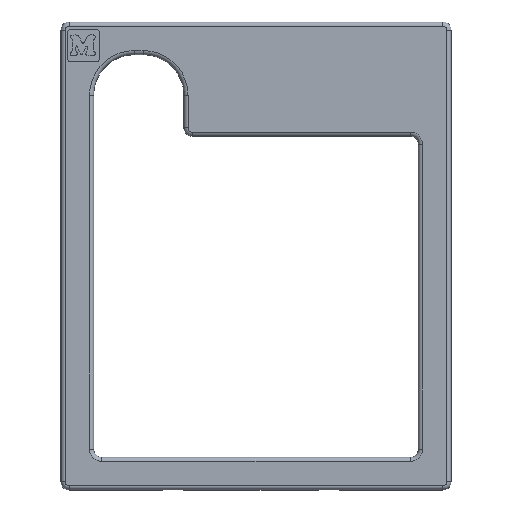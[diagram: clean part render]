
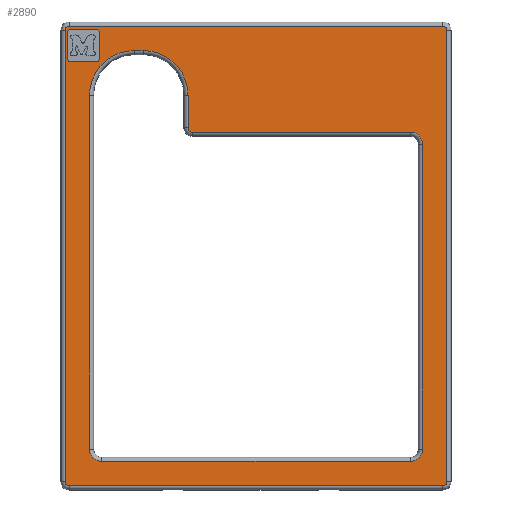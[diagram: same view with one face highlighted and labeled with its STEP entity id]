
A CAD part, top view. The second image highlights one B-rep face of the part: STEP entity #2890.
In plain terms, the highlighted planar face has unit normal (0, 0, 1).
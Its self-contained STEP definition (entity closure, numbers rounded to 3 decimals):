
#27=FACE_BOUND('',#437,.T.);
#28=FACE_BOUND('',#438,.T.);
#32=CIRCLE('',#2973,1.);
#34=CIRCLE('',#2977,1.);
#36=CIRCLE('',#2981,1.);
#38=CIRCLE('',#2985,1.);
#44=CIRCLE('',#3001,1.);
#49=CIRCLE('',#3009,1.);
#50=CIRCLE('',#3010,1.);
#51=CIRCLE('',#3011,1.);
#52=CIRCLE('',#3012,3.);
#53=CIRCLE('',#3013,11.);
#54=CIRCLE('',#3014,11.);
#55=CIRCLE('',#3015,1.);
#56=CIRCLE('',#3016,3.);
#57=CIRCLE('',#3017,3.);
#145=PLANE('',#3008);
#274=FACE_OUTER_BOUND('',#436,.T.);
#436=EDGE_LOOP('',(#2351,#2352,#2353,#2354,#2355,#2356,#2357,#2358));
#437=EDGE_LOOP('',(#2359,#2360,#2361,#2362,#2363,#2364,#2365,#2366));
#438=EDGE_LOOP('',(#2367,#2368,#2369,#2370,#2371,#2372,#2373,#2374,#2375,
#2376,#2377,#2378));
#587=LINE('',#5113,#840);
#592=LINE('',#5127,#845);
#596=LINE('',#5139,#849);
#600=LINE('',#5151,#853);
#636=LINE('',#5253,#889);
#638=LINE('',#5259,#891);
#639=LINE('',#5263,#892);
#640=LINE('',#5267,#893);
#641=LINE('',#5271,#894);
#642=LINE('',#5275,#895);
#643=LINE('',#5279,#896);
#644=LINE('',#5283,#897);
#645=LINE('',#5287,#898);
#646=LINE('',#5291,#899);
#840=VECTOR('',#3213,10.);
#845=VECTOR('',#3226,10.);
#849=VECTOR('',#3238,10.);
#853=VECTOR('',#3250,10.);
#889=VECTOR('',#3332,10.);
#891=VECTOR('',#3338,10.);
#892=VECTOR('',#3341,10.);
#893=VECTOR('',#3344,10.);
#894=VECTOR('',#3347,10.);
#895=VECTOR('',#3350,10.);
#896=VECTOR('',#3353,10.);
#897=VECTOR('',#3356,10.);
#898=VECTOR('',#3359,10.);
#899=VECTOR('',#3362,10.);
#1269=VERTEX_POINT('',#5111);
#1270=VERTEX_POINT('',#5112);
#1273=VERTEX_POINT('',#5120);
#1275=VERTEX_POINT('',#5126);
#1277=VERTEX_POINT('',#5132);
#1279=VERTEX_POINT('',#5138);
#1281=VERTEX_POINT('',#5144);
#1283=VERTEX_POINT('',#5150);
#1312=VERTEX_POINT('',#5238);
#1313=VERTEX_POINT('',#5240);
#1317=VERTEX_POINT('',#5252);
#1319=VERTEX_POINT('',#5258);
#1320=VERTEX_POINT('',#5260);
#1321=VERTEX_POINT('',#5262);
#1322=VERTEX_POINT('',#5264);
#1323=VERTEX_POINT('',#5266);
#1324=VERTEX_POINT('',#5269);
#1325=VERTEX_POINT('',#5270);
#1326=VERTEX_POINT('',#5272);
#1327=VERTEX_POINT('',#5274);
#1328=VERTEX_POINT('',#5276);
#1329=VERTEX_POINT('',#5278);
#1330=VERTEX_POINT('',#5280);
#1331=VERTEX_POINT('',#5282);
#1332=VERTEX_POINT('',#5284);
#1333=VERTEX_POINT('',#5286);
#1334=VERTEX_POINT('',#5288);
#1335=VERTEX_POINT('',#5290);
#1619=EDGE_CURVE('',#1269,#1270,#587,.T.);
#1623=EDGE_CURVE('',#1273,#1269,#32,.T.);
#1626=EDGE_CURVE('',#1275,#1273,#592,.T.);
#1629=EDGE_CURVE('',#1277,#1275,#34,.T.);
#1632=EDGE_CURVE('',#1279,#1277,#596,.T.);
#1635=EDGE_CURVE('',#1281,#1279,#36,.T.);
#1638=EDGE_CURVE('',#1283,#1281,#600,.T.);
#1641=EDGE_CURVE('',#1270,#1283,#38,.T.);
#1678=EDGE_CURVE('',#1312,#1313,#44,.T.);
#1684=EDGE_CURVE('',#1313,#1317,#636,.T.);
#1687=EDGE_CURVE('',#1319,#1312,#638,.T.);
#1688=EDGE_CURVE('',#1320,#1319,#49,.T.);
#1689=EDGE_CURVE('',#1321,#1320,#639,.T.);
#1690=EDGE_CURVE('',#1322,#1321,#50,.T.);
#1691=EDGE_CURVE('',#1323,#1322,#640,.T.);
#1692=EDGE_CURVE('',#1317,#1323,#51,.T.);
#1693=EDGE_CURVE('',#1324,#1325,#641,.T.);
#1694=EDGE_CURVE('',#1326,#1324,#52,.T.);
#1695=EDGE_CURVE('',#1327,#1326,#642,.T.);
#1696=EDGE_CURVE('',#1328,#1327,#53,.T.);
#1697=EDGE_CURVE('',#1329,#1328,#643,.T.);
#1698=EDGE_CURVE('',#1330,#1329,#54,.T.);
#1699=EDGE_CURVE('',#1331,#1330,#644,.T.);
#1700=EDGE_CURVE('',#1332,#1331,#55,.T.);
#1701=EDGE_CURVE('',#1333,#1332,#645,.T.);
#1702=EDGE_CURVE('',#1334,#1333,#56,.T.);
#1703=EDGE_CURVE('',#1335,#1334,#646,.T.);
#1704=EDGE_CURVE('',#1325,#1335,#57,.T.);
#2351=ORIENTED_EDGE('',*,*,#1678,.F.);
#2352=ORIENTED_EDGE('',*,*,#1687,.F.);
#2353=ORIENTED_EDGE('',*,*,#1688,.F.);
#2354=ORIENTED_EDGE('',*,*,#1689,.F.);
#2355=ORIENTED_EDGE('',*,*,#1690,.F.);
#2356=ORIENTED_EDGE('',*,*,#1691,.F.);
#2357=ORIENTED_EDGE('',*,*,#1692,.F.);
#2358=ORIENTED_EDGE('',*,*,#1684,.F.);
#2359=ORIENTED_EDGE('',*,*,#1619,.T.);
#2360=ORIENTED_EDGE('',*,*,#1641,.T.);
#2361=ORIENTED_EDGE('',*,*,#1638,.T.);
#2362=ORIENTED_EDGE('',*,*,#1635,.T.);
#2363=ORIENTED_EDGE('',*,*,#1632,.T.);
#2364=ORIENTED_EDGE('',*,*,#1629,.T.);
#2365=ORIENTED_EDGE('',*,*,#1626,.T.);
#2366=ORIENTED_EDGE('',*,*,#1623,.T.);
#2367=ORIENTED_EDGE('',*,*,#1693,.F.);
#2368=ORIENTED_EDGE('',*,*,#1694,.F.);
#2369=ORIENTED_EDGE('',*,*,#1695,.F.);
#2370=ORIENTED_EDGE('',*,*,#1696,.F.);
#2371=ORIENTED_EDGE('',*,*,#1697,.F.);
#2372=ORIENTED_EDGE('',*,*,#1698,.F.);
#2373=ORIENTED_EDGE('',*,*,#1699,.F.);
#2374=ORIENTED_EDGE('',*,*,#1700,.F.);
#2375=ORIENTED_EDGE('',*,*,#1701,.F.);
#2376=ORIENTED_EDGE('',*,*,#1702,.F.);
#2377=ORIENTED_EDGE('',*,*,#1703,.F.);
#2378=ORIENTED_EDGE('',*,*,#1704,.F.);
#2890=ADVANCED_FACE('',(#274,#27,#28),#145,.T.);
#2973=AXIS2_PLACEMENT_3D('',#5121,#3219,#3220);
#2977=AXIS2_PLACEMENT_3D('',#5133,#3231,#3232);
#2981=AXIS2_PLACEMENT_3D('',#5145,#3243,#3244);
#2985=AXIS2_PLACEMENT_3D('',#5156,#3255,#3256);
#3001=AXIS2_PLACEMENT_3D('',#5241,#3318,#3319);
#3008=AXIS2_PLACEMENT_3D('',#5257,#3336,#3337);
#3009=AXIS2_PLACEMENT_3D('',#5261,#3339,#3340);
#3010=AXIS2_PLACEMENT_3D('',#5265,#3342,#3343);
#3011=AXIS2_PLACEMENT_3D('',#5268,#3345,#3346);
#3012=AXIS2_PLACEMENT_3D('',#5273,#3348,#3349);
#3013=AXIS2_PLACEMENT_3D('',#5277,#3351,#3352);
#3014=AXIS2_PLACEMENT_3D('',#5281,#3354,#3355);
#3015=AXIS2_PLACEMENT_3D('',#5285,#3357,#3358);
#3016=AXIS2_PLACEMENT_3D('',#5289,#3360,#3361);
#3017=AXIS2_PLACEMENT_3D('',#5292,#3363,#3364);
#3213=DIRECTION('',(0.,1.,0.));
#3219=DIRECTION('center_axis',(0.,0.,-1.));
#3220=DIRECTION('ref_axis',(-1.,0.,0.));
#3226=DIRECTION('',(-1.,0.,0.));
#3231=DIRECTION('center_axis',(0.,0.,-1.));
#3232=DIRECTION('ref_axis',(0.,-1.,0.));
#3238=DIRECTION('',(0.,-1.,0.));
#3243=DIRECTION('center_axis',(0.,0.,-1.));
#3244=DIRECTION('ref_axis',(1.,0.,0.));
#3250=DIRECTION('',(1.,0.,0.));
#3255=DIRECTION('center_axis',(0.,0.,-1.));
#3256=DIRECTION('ref_axis',(0.,1.,0.));
#3318=DIRECTION('center_axis',(0.,0.,-1.));
#3319=DIRECTION('ref_axis',(-0.707,0.707,0.));
#3332=DIRECTION('',(1.,0.,0.));
#3336=DIRECTION('center_axis',(0.,0.,1.));
#3337=DIRECTION('ref_axis',(1.,0.,0.));
#3338=DIRECTION('',(0.,1.,0.));
#3339=DIRECTION('center_axis',(0.,0.,-1.));
#3340=DIRECTION('ref_axis',(-0.707,-0.707,0.));
#3341=DIRECTION('',(-1.,0.,0.));
#3342=DIRECTION('center_axis',(0.,0.,-1.));
#3343=DIRECTION('ref_axis',(0.707,-0.707,0.));
#3344=DIRECTION('',(0.,-1.,0.));
#3345=DIRECTION('center_axis',(0.,0.,-1.));
#3346=DIRECTION('ref_axis',(0.707,0.707,0.));
#3347=DIRECTION('',(1.,0.,0.));
#3348=DIRECTION('center_axis',(0.,0.,1.));
#3349=DIRECTION('ref_axis',(-0.707,-0.707,0.));
#3350=DIRECTION('',(0.,-1.,0.));
#3351=DIRECTION('center_axis',(0.,0.,1.));
#3352=DIRECTION('ref_axis',(-0.707,0.707,0.));
#3353=DIRECTION('',(-1.,0.,0.));
#3354=DIRECTION('center_axis',(0.,0.,1.));
#3355=DIRECTION('ref_axis',(0.707,0.707,0.));
#3356=DIRECTION('',(0.,1.,0.));
#3357=DIRECTION('center_axis',(0.,0.,-1.));
#3358=DIRECTION('ref_axis',(-0.707,-0.707,0.));
#3359=DIRECTION('',(-1.,0.,0.));
#3360=DIRECTION('center_axis',(0.,0.,1.));
#3361=DIRECTION('ref_axis',(0.707,0.707,0.));
#3362=DIRECTION('',(0.,1.,0.));
#3363=DIRECTION('center_axis',(0.,0.,1.));
#3364=DIRECTION('ref_axis',(0.707,-0.707,0.));
#5111=CARTESIAN_POINT('',(-6.975,-0.305,7.5));
#5112=CARTESIAN_POINT('',(-6.975,5.695,7.5));
#5113=CARTESIAN_POINT('',(-6.975,-24.596,7.5));
#5120=CARTESIAN_POINT('',(-5.975,-1.305,7.5));
#5121=CARTESIAN_POINT('Origin',(-5.975,-0.305,7.5));
#5126=CARTESIAN_POINT('',(0.025,-1.305,7.5));
#5127=CARTESIAN_POINT('',(19.681,-1.305,7.5));
#5132=CARTESIAN_POINT('',(1.025,-0.305,7.5));
#5133=CARTESIAN_POINT('Origin',(0.025,-0.305,7.5));
#5138=CARTESIAN_POINT('',(1.025,5.695,7.5));
#5139=CARTESIAN_POINT('',(1.025,-21.596,7.5));
#5144=CARTESIAN_POINT('',(0.025,6.695,7.5));
#5145=CARTESIAN_POINT('Origin',(0.025,5.695,7.5));
#5150=CARTESIAN_POINT('',(-5.975,6.695,7.5));
#5151=CARTESIAN_POINT('',(16.681,6.695,7.5));
#5156=CARTESIAN_POINT('Origin',(-5.975,5.695,7.5));
#5238=CARTESIAN_POINT('',(-7.5,6.5,7.5));
#5240=CARTESIAN_POINT('',(-6.5,7.5,7.5));
#5241=CARTESIAN_POINT('Origin',(-6.5,6.5,7.5));
#5252=CARTESIAN_POINT('',(85.175,7.5,7.5));
#5253=CARTESIAN_POINT('',(63.256,7.5,7.5));
#5257=CARTESIAN_POINT('Origin',(39.338,-48.888,7.5));
#5258=CARTESIAN_POINT('',(-7.5,-104.275,7.5));
#5259=CARTESIAN_POINT('',(-7.5,-20.194,7.5));
#5260=CARTESIAN_POINT('',(-6.5,-105.275,7.5));
#5261=CARTESIAN_POINT('Origin',(-6.5,-104.275,7.5));
#5262=CARTESIAN_POINT('',(85.175,-105.275,7.5));
#5263=CARTESIAN_POINT('',(15.419,-105.275,7.5));
#5264=CARTESIAN_POINT('',(86.175,-104.275,7.5));
#5265=CARTESIAN_POINT('Origin',(85.175,-104.275,7.5));
#5266=CARTESIAN_POINT('',(86.175,6.5,7.5));
#5267=CARTESIAN_POINT('',(86.175,-77.581,7.5));
#5268=CARTESIAN_POINT('Origin',(85.175,6.5,7.5));
#5269=CARTESIAN_POINT('',(1.5,-99.275,7.5));
#5270=CARTESIAN_POINT('',(77.175,-99.275,7.5));
#5271=CARTESIAN_POINT('',(59.256,-99.275,7.5));
#5272=CARTESIAN_POINT('',(-1.5,-96.275,7.5));
#5273=CARTESIAN_POINT('Origin',(1.5,-96.275,7.5));
#5274=CARTESIAN_POINT('',(-1.5,-9.5,7.5));
#5275=CARTESIAN_POINT('',(-1.5,-73.581,7.5));
#5276=CARTESIAN_POINT('',(9.5,1.5,7.5));
#5277=CARTESIAN_POINT('Origin',(9.5,-9.5,7.5));
#5278=CARTESIAN_POINT('',(11.666,1.5,7.5));
#5279=CARTESIAN_POINT('',(19.419,1.5,7.5));
#5280=CARTESIAN_POINT('',(22.666,-9.5,7.5));
#5281=CARTESIAN_POINT('Origin',(11.666,-9.5,7.5));
#5282=CARTESIAN_POINT('',(22.666,-17.5,7.5));
#5283=CARTESIAN_POINT('',(22.666,-24.194,7.5));
#5284=CARTESIAN_POINT('',(23.666,-18.5,7.5));
#5285=CARTESIAN_POINT('Origin',(23.666,-17.5,7.5));
#5286=CARTESIAN_POINT('',(77.175,-18.5,7.5));
#5287=CARTESIAN_POINT('',(44.879,-18.5,7.5));
#5288=CARTESIAN_POINT('',(80.175,-21.5,7.5));
#5289=CARTESIAN_POINT('Origin',(77.175,-21.5,7.5));
#5290=CARTESIAN_POINT('',(80.175,-96.275,7.5));
#5291=CARTESIAN_POINT('',(80.175,-24.194,7.5));
#5292=CARTESIAN_POINT('Origin',(77.175,-96.275,7.5));
